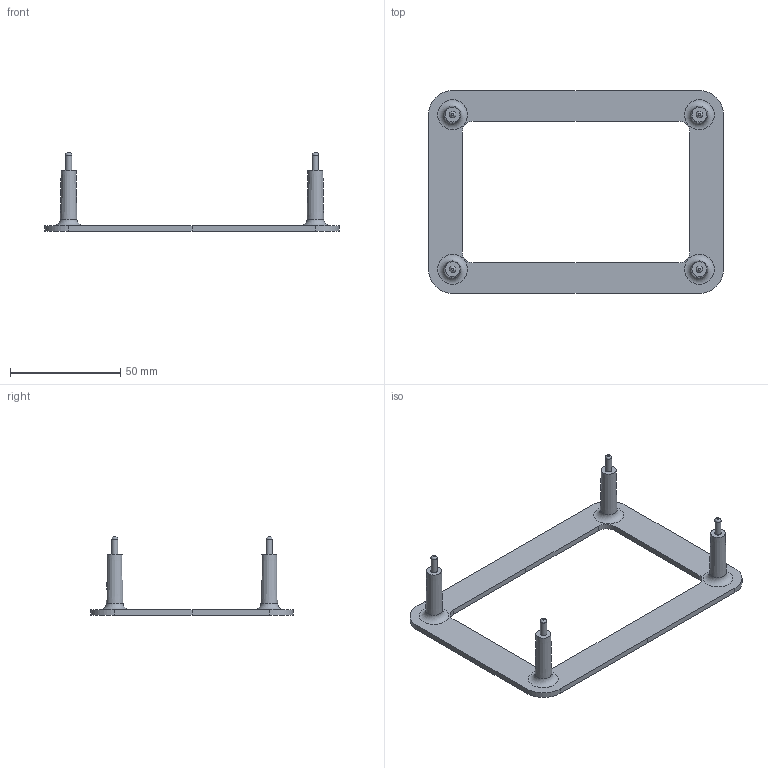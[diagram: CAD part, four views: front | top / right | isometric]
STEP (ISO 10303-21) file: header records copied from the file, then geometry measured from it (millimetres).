
FILE_DESCRIPTION(('FreeCAD Model'),'2;1');
FILE_NAME('Open CASCADE Shape Model','2025-12-01T14:23:54',(''),(''), 'Open CASCADE STEP processor 7.8','FreeCAD','Unknown');
FILE_SCHEMA(('AUTOMOTIVE_DESIGN { 1 0 10303 214 1 1 1 1 }'));
Length unit declared in the file: millimetre
Products named in the file (1): Body
Bounding box: 133.57 x 91.81 x 35.5 mm (x, y, z)
Volume: 18400.2 mm3; surface area: 15413.9 mm2
Topology: 1 solids, 1 shells, 50 faces, 112 edges, 72 vertices
Faces by surface type: plane 26, cylinder 12, revolution 4, cone 4, torus 4
Full cylindrical faces by diameter (mm): 2.9 x4
Entity records: 1462 total; most frequent: CARTESIAN_POINT 279, DIRECTION 254, ORIENTED_EDGE 224, EDGE_CURVE 112, AXIS2_PLACEMENT_3D 95, VERTEX_POINT 72, FACE_BOUND 60, EDGE_LOOP 60
